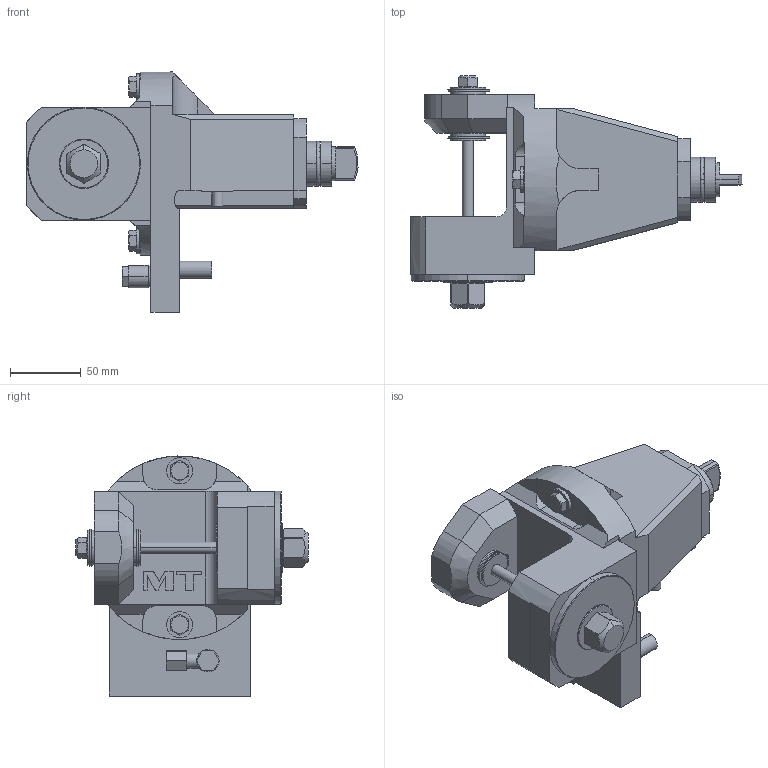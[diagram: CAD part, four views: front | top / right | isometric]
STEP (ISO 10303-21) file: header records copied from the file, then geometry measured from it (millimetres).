
FILE_DESCRIPTION((''),'2;1');
FILE_NAME('M0311108_CONF','2023-03-01T12:52:27',('sterribile'),('M.T. srl'),'CREO PARAMETRIC BY PTC INC, 2021072','CREO PARAMETRIC BY PTC INC, 2021072','');
FILE_SCHEMA(('CONFIG_CONTROL_DESIGN'));
Length unit declared in the file: millimetre
Products named in the file (1): M0311108_CONF
Bounding box: 235.11 x 164.5 x 169.99 mm (x, y, z)
Volume: 1376345 mm3; surface area: 125199.9 mm2
Topology: 1 solids, 1 shells, 388 faces, 987 edges, 631 vertices
Faces by surface type: plane 222, cylinder 121, cone 39, torus 4, extrusion 2
Entity records: 12638 total; most frequent: CARTESIAN_POINT 3044, DIRECTION 2036, ORIENTED_EDGE 1974, EDGE_CURVE 987, AXIS2_PLACEMENT_3D 737, VERTEX_POINT 631, VECTOR 562, LINE 560
